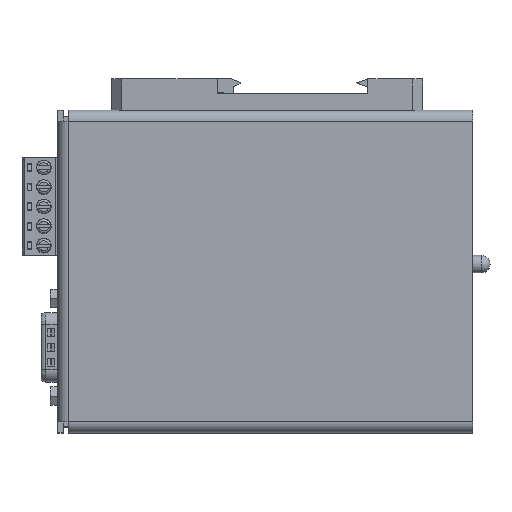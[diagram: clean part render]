
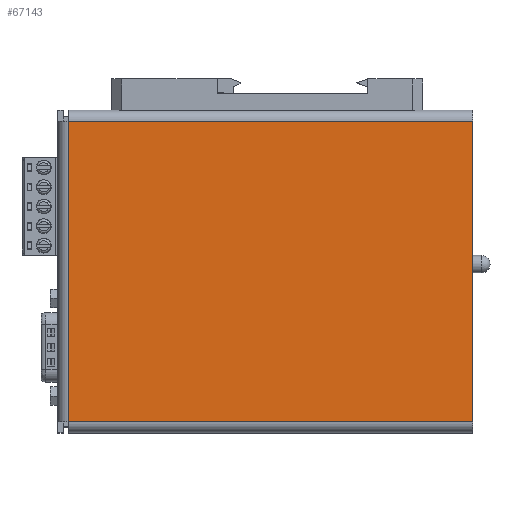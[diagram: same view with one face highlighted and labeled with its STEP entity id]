
A CAD part, top view. The second image highlights one B-rep face of the part: STEP entity #67143.
In plain terms, the highlighted planar face has unit normal (0, 0, 1).
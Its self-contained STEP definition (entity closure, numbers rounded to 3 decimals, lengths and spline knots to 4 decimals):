
#2569=PLANE('',#70982);
#5020=FACE_OUTER_BOUND('',#8646,.T.);
#8646=EDGE_LOOP('',(#46377,#46378,#46379,#46380));
#12663=LINE('',#94406,#20014);
#12679=LINE('',#94447,#20030);
#12705=LINE('',#94509,#20056);
#12707=LINE('',#94514,#20058);
#20014=VECTOR('',#76531,0.3937);
#20030=VECTOR('',#76573,0.3937);
#20056=VECTOR('',#76639,0.3937);
#20058=VECTOR('',#76647,0.3937);
#29048=VERTEX_POINT('',#94403);
#29049=VERTEX_POINT('',#94405);
#29060=VERTEX_POINT('',#94444);
#29061=VERTEX_POINT('',#94446);
#35815=EDGE_CURVE('',#29049,#29048,#12663,.T.);
#35835=EDGE_CURVE('',#29061,#29060,#12679,.T.);
#35868=EDGE_CURVE('',#29048,#29061,#12705,.T.);
#35870=EDGE_CURVE('',#29060,#29049,#12707,.T.);
#46377=ORIENTED_EDGE('',*,*,#35815,.T.);
#46378=ORIENTED_EDGE('',*,*,#35868,.T.);
#46379=ORIENTED_EDGE('',*,*,#35835,.T.);
#46380=ORIENTED_EDGE('',*,*,#35870,.T.);
#67143=ADVANCED_FACE('',(#5020),#2569,.T.);
#70982=AXIS2_PLACEMENT_3D('',#94532,#76666,#76667);
#76531=DIRECTION('',(-1.,0.,0.));
#76573=DIRECTION('',(1.,0.,0.));
#76639=DIRECTION('',(0.,-1.,0.));
#76647=DIRECTION('',(0.,1.,0.));
#76666=DIRECTION('center_axis',(0.,0.,1.));
#76667=DIRECTION('ref_axis',(1.,0.,0.));
#94403=CARTESIAN_POINT('',(-1.98,1.515,0.11));
#94405=CARTESIAN_POINT('',(2.09,1.515,0.11));
#94406=CARTESIAN_POINT('',(-0.99,1.515,0.11));
#94444=CARTESIAN_POINT('',(2.09,-1.515,0.11));
#94446=CARTESIAN_POINT('',(-1.98,-1.515,0.11));
#94447=CARTESIAN_POINT('',(1.045,-1.515,0.11));
#94509=CARTESIAN_POINT('',(-1.98,-0.8125,0.11));
#94514=CARTESIAN_POINT('',(2.09,-1.625,0.11));
#94532=CARTESIAN_POINT('Origin',(0.,0.,0.11));
